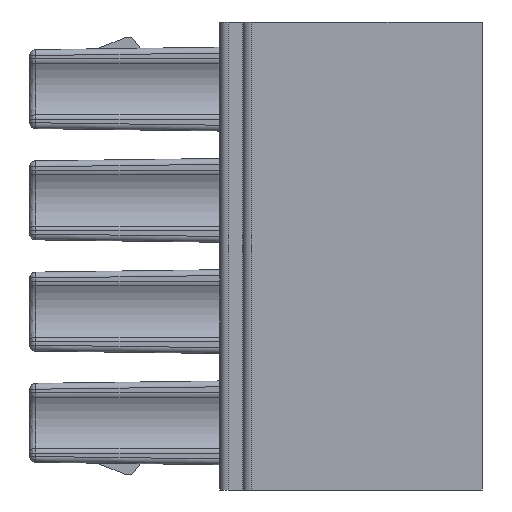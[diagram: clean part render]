
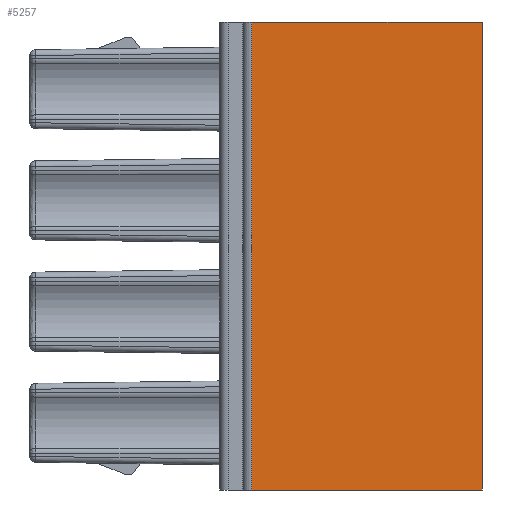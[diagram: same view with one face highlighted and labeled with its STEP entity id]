
A CAD part, left-side view. The second image highlights one B-rep face of the part: STEP entity #5257.
In plain terms, the highlighted planar face has unit normal (-1, 0, 0).
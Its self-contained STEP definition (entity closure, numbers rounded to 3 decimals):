
#47 = EDGE_CURVE ( 'NONE', #7213, #8807, #4022, .T. ) ;
#185 = LINE ( 'NONE', #3716, #4261 ) ;
#847 = CARTESIAN_POINT ( 'NONE',  ( 0., 0., -6.11 ) ) ;
#1695 = DIRECTION ( 'NONE',  ( 0., 0., 1. ) ) ;
#2061 = CARTESIAN_POINT ( 'NONE',  ( 0., 7.9, 9.92 ) ) ;
#2366 = ORIENTED_EDGE ( 'NONE', *, *, #2718, .T. ) ;
#2402 = ORIENTED_EDGE ( 'NONE', *, *, #4870, .T. ) ;
#2489 = PLANE ( 'NONE',  #7745 ) ;
#2718 = EDGE_CURVE ( 'NONE', #7145, #7576, #5531, .T. ) ;
#3330 = CARTESIAN_POINT ( 'NONE',  ( 0., 7.9, 9.92 ) ) ;
#3716 = CARTESIAN_POINT ( 'NONE',  ( 0., 0., 9.92 ) ) ;
#4022 = LINE ( 'NONE', #6810, #8209 ) ;
#4216 = ORIENTED_EDGE ( 'NONE', *, *, #47, .F. ) ;
#4261 = VECTOR ( 'NONE', #1695, 1000. ) ;
#4497 = DIRECTION ( 'NONE',  ( 0., 0., 1. ) ) ;
#4517 = CARTESIAN_POINT ( 'NONE',  ( 0., 0., 9.92 ) ) ;
#4546 = DIRECTION ( 'NONE',  ( -1., 0., 0. ) ) ;
#4870 = EDGE_CURVE ( 'NONE', #7576, #8807, #8409, .T. ) ;
#5257 = ADVANCED_FACE ( 'NONE', ( #8018 ), #2489, .T. ) ;
#5531 = LINE ( 'NONE', #8936, #6342 ) ;
#5542 = VECTOR ( 'NONE', #7046, 1000. ) ;
#6082 = DIRECTION ( 'NONE',  ( 0., 1., 0. ) ) ;
#6342 = VECTOR ( 'NONE', #9027, 1000. ) ;
#6810 = CARTESIAN_POINT ( 'NONE',  ( 0., 0., -6.11 ) ) ;
#7046 = DIRECTION ( 'NONE',  ( 0., 0., -1. ) ) ;
#7145 = VERTEX_POINT ( 'NONE', #4517 ) ;
#7213 = VERTEX_POINT ( 'NONE', #847 ) ;
#7576 = VERTEX_POINT ( 'NONE', #3330 ) ;
#7745 = AXIS2_PLACEMENT_3D ( 'NONE', #7929, #4546, #4497 ) ;
#7832 = EDGE_CURVE ( 'NONE', #7213, #7145, #185, .T. ) ;
#7929 = CARTESIAN_POINT ( 'NONE',  ( 0., 0., 9.92 ) ) ;
#8018 = FACE_OUTER_BOUND ( 'NONE', #8167, .T. ) ;
#8106 = ORIENTED_EDGE ( 'NONE', *, *, #7832, .T. ) ;
#8167 = EDGE_LOOP ( 'NONE', ( #2402, #4216, #8106, #2366 ) ) ;
#8209 = VECTOR ( 'NONE', #6082, 1000. ) ;
#8409 = LINE ( 'NONE', #2061, #5542 ) ;
#8437 = CARTESIAN_POINT ( 'NONE',  ( 0., 7.9, -6.11 ) ) ;
#8807 = VERTEX_POINT ( 'NONE', #8437 ) ;
#8936 = CARTESIAN_POINT ( 'NONE',  ( 0., 0., 9.92 ) ) ;
#9027 = DIRECTION ( 'NONE',  ( 0., 1., 0. ) ) ;
